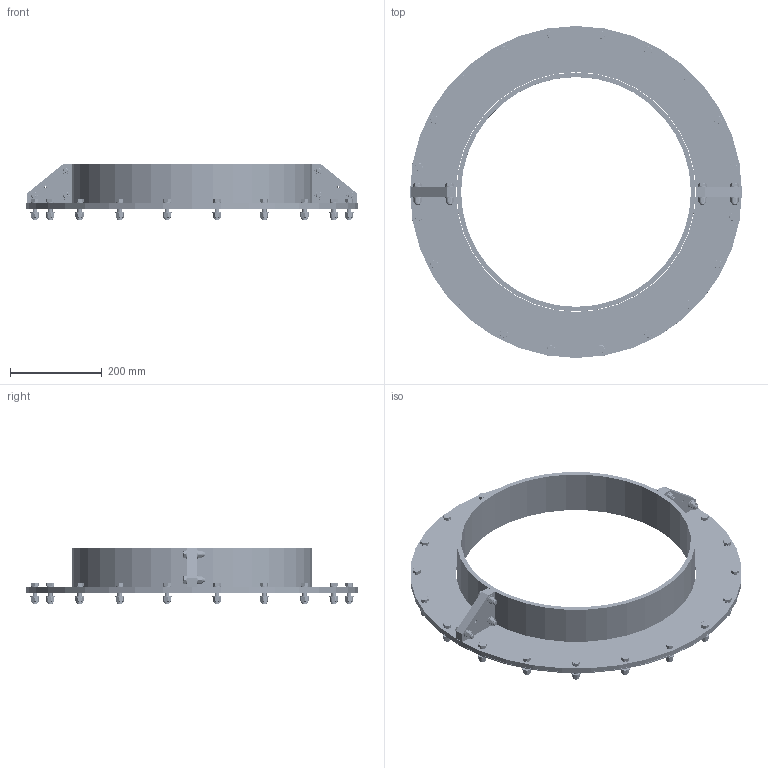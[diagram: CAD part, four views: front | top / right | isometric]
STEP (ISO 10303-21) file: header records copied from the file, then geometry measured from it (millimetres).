
FILE_DESCRIPTION((''),'2;1');
FILE_NAME('SLFORI500.stp','2018-02-02T10:33:06',(''),(''),'Autodesk Inventor 2013','Autodesk Inventor 2013','');
FILE_SCHEMA(('AUTOMOTIVE_DESIGN { 1 0 10303 214 1 1 1 1 }'));
Length unit declared in the file: millimetre
Products named in the file (14): SLFO RI; SLFO RI 500 HALF; SLEEVE-500; FLANGE-500; FRP_6x20; SLFO RI 100-644 EAR; Screw Kit M10X40 L20,4 mm; ISO 4017 M10 x 40; ISO 7089 10 - 140 HV; Locking nut M10; SLFO RI 225-644 GASKET SMALL; Mount KIT M10; TREDO M10; GASKET 500
Assembly tree (44 placements, depth 3):
  SLFO RI
    SLFO RI 500 HALF  x2
      SLEEVE-500
      FLANGE-500
      FRP_6x20
      SLFO RI 100-644 EAR
    Screw Kit M10X40 L20,4 mm  x6
      ISO 4017 M10 x 40
      ISO 7089 10 - 140 HV
      Locking nut M10
    SLFO RI 225-644 GASKET SMALL  x2
    Mount KIT M10  x20
      ISO 7089 10 - 140 HV
      TREDO M10
      ISO 4017 M10 x 40
      Locking nut M10
    GASKET 500
Bounding box: 725 x 725 x 123 mm (x, y, z)
Volume: 4068657.9 mm3; surface area: 1135157.9 mm2
Topology: 117 solids, 117 shells, 2484 faces, 5788 edges, 3708 vertices
Faces by surface type: cone 928, plane 758, cylinder 638, torus 160
Full cylindrical faces by diameter (mm): 6.7 x4, 8.376 x156, 10 x48, 10.108 x26, 10.5 x32, 10.7 x40, 12 x26, 12.3 x12, 12.5 x20, 14.084 x26, 14.63 x26, 16 x20, 20 x32, 665 x1, 725 x1
Entity records: 5367 total; most frequent: DIRECTION 908, CARTESIAN_POINT 869, ORIENTED_EDGE 620, AXIS2_PLACEMENT_3D 409, EDGE_LOOP 346, EDGE_CURVE 310, VERTEX_POINT 250, CIRCLE 180
